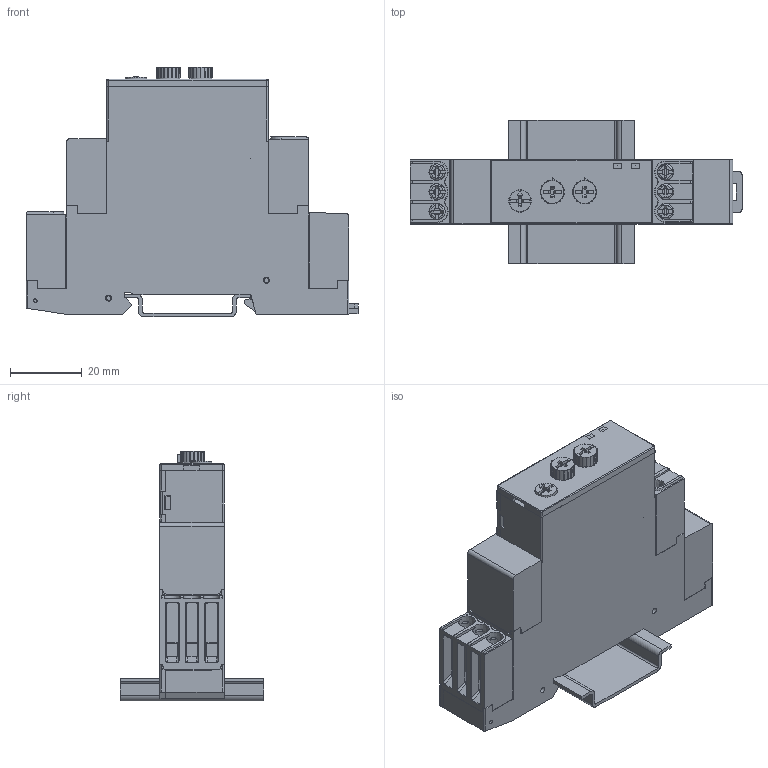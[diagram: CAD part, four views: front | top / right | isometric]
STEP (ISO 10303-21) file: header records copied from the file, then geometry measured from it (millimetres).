
FILE_DESCRIPTION(/* description */ ('Unknown'),/* implementation_level */ '2;1');
FILE_NAME(/* name */ '84873022 (MWG) 84873023 (MWU)',/* time_stamp */ '2024-06-04T19:13:34+06:00',/* author */ ('Unknown'),/* organization */ ('Unknown'),/* preprocessor_version */ 'ST-DEVELOPER v18.104',/* originating_system */ 'Solid Edge',/* authorisation */ 'Unknown');
FILE_SCHEMA (('AUTOMOTIVE_DESIGN {1 0 10303 214 3 1 1}'));
Products named in the file (13): 1F1081 ASSEMBLY; 1F1001 REV 01 BOTTOM COVER 612.23; 1F1002 REV 01 TOP_CASING 61223.; 1F1801_ REV _01_ TERMINAL HOUSING RELAY PCB OF UDAAN (RAL 7035); 1F1012_REV00_REFLECTOR_UDAAN_1M 2M; AA1151_KNOB HEX 2 X 14.60 MM WITH BEAK_UDAAN_RAL 7035; 1F1081 REV 01 FRONT PLATE 2 LED 1 C9 POT AND 2 C6 POT LED FOR UDAAN (
RAL 7035); AA1150_KNOB HEX 1.5 X 15.60 MM WITH BEAK_UDAAN_BLUE_REV_03; 1F1802_REV 01_TERMINAL HOUSING MAIN PCB OF UDAAN (RAL 7035); AA6057_REV_00_M3X8.0; 1F1803_REV_ 01 TERMINAL HOUSING DUMMY OF UDAAN (RAL 7035) 43024; DIN RAIL STRIP STANDARD mm; 27F1102_REV_01_DINRAIL_CLIP_2 CHANGE OVER
Assembly tree (20 placements, depth 2):
  1F1081 ASSEMBLY
    1F1001 REV 01 BOTTOM COVER 612.23
    1F1002 REV 01 TOP_CASING 61223.
    1F1801_ REV _01_ TERMINAL HOUSING RELAY PCB OF UDAAN (RAL 7035)
    1F1012_REV00_REFLECTOR_UDAAN_1M 2M  x2
    AA1151_KNOB HEX 2 X 14.60 MM WITH BEAK_UDAAN_RAL 7035
    1F1081 REV 01 FRONT PLATE 2 LED 1 C9 POT AND 2 C6 POT LED FOR UDAAN (
RAL 7035)
    AA1150_KNOB HEX 1.5 X 15.60 MM WITH BEAK_UDAAN_BLUE_REV_03  x2
    1F1802_REV 01_TERMINAL HOUSING MAIN PCB OF UDAAN (RAL 7035)
    AA6057_REV_00_M3X8.0  x6
    1F1803_REV_ 01 TERMINAL HOUSING DUMMY OF UDAAN (RAL 7035) 43024  x2
    DIN RAIL STRIP STANDARD mm
    27F1102_REV_01_DINRAIL_CLIP_2 CHANGE OVER
Bounding box: 92.52 x 40 x 69.57 mm (x, y, z)
Volume: 27653.1 mm3; surface area: 46199.5 mm2
Topology: 27 solids, 33 shells, 2925 faces, 7812 edges, 4894 vertices
Faces by surface type: plane 1756, cylinder 616, bspline 234, cone 181, sphere 113, torus 25
Full cylindrical faces by diameter (mm): 0.01 x2, 0.05 x2, 0.1 x7, 1.4 x4, 1.5 x9, 2.4 x6, 2.5 x1, 3.2 x6, 4.5 x6, 6.3 x1
Entity records: 83092 total; most frequent: CARTESIAN_POINT 19697, ORIENTED_EDGE 13092, DIRECTION 12518, EDGE_CURVE 6546, LINE 4538, VECTOR 4538, VERTEX_POINT 4164, AXIS2_PLACEMENT_3D 3990
